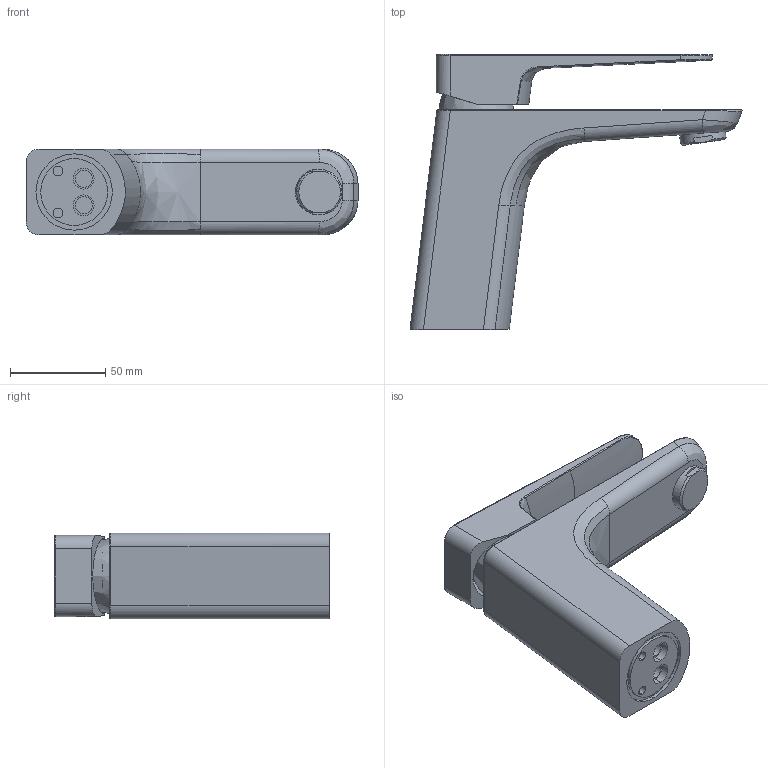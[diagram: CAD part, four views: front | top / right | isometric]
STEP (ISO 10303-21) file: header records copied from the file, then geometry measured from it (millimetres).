
FILE_DESCRIPTION(/* description */ (''),/* implementation_level */ '2;1');
FILE_NAME(/* name */ 'KJ805A000 zhuti.stp',/* time_stamp */ '2017-04-29T08:50:10+08:00',/* author */ (''),/* organization */ (''),/* preprocessor_version */ 'ST-DEVELOPER v11',/* originating_system */ 'SIEMENS UGS NX 6.0',/* authorisation */ '');
FILE_SCHEMA (('CONFIG_CONTROL_DESIGN'));
Length unit declared in the file: millimetre
Products named in the file (4): NONE; 7DUYANGPIN--5-21; KJ805A000 yamaogai; KJ805A000 zhuti
Assembly tree (4 placements, depth 2):
  KJ805A000 zhuti
    KJ805A000 yamaogai  x2
    7DUYANGPIN--5-21
    NONE
Bounding box: 173.91 x 144 x 45 mm (x, y, z)
Volume: 239485.4 mm3; surface area: 108995.6 mm2
Topology: 5 solids, 5 shells, 253 faces, 627 edges, 403 vertices
Faces by surface type: cylinder 103, plane 90, bspline 46, cone 10, torus 4
Full cylindrical faces by diameter (mm): 17 x1, 31.2 x2, 35.8 x2, 39 x1
Entity records: 9793 total; most frequent: CARTESIAN_POINT 3814, ORIENTED_EDGE 1216, DIRECTION 1037, EDGE_CURVE 608, VERTEX_POINT 400, AXIS2_PLACEMENT_3D 392, EDGE_LOOP 286, LINE 253
